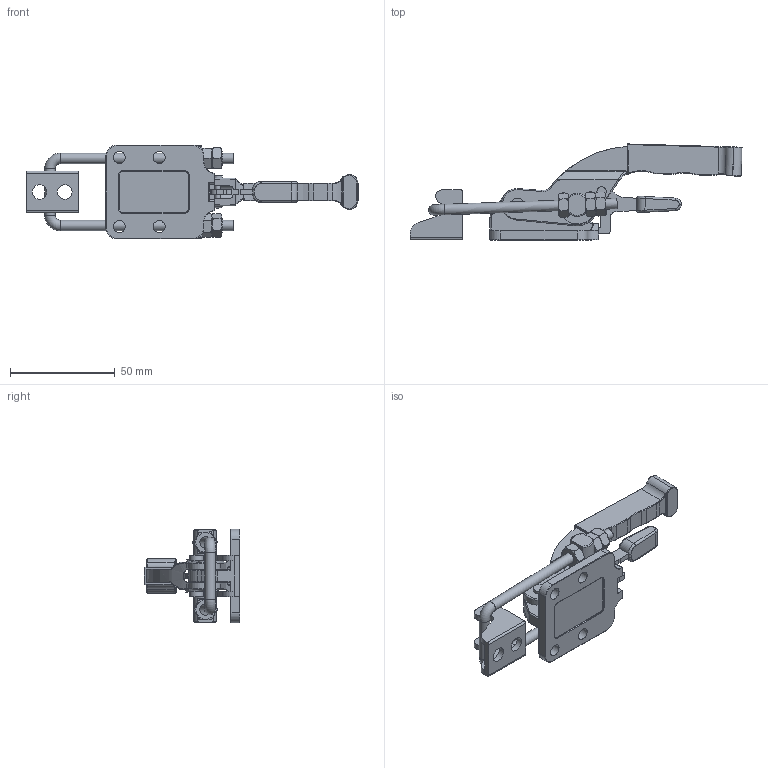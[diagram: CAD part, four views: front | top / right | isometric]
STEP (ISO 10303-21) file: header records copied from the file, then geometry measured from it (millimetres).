
FILE_DESCRIPTION(/* description */ (''),/* implementation_level */ '2;1');
FILE_NAME(/* name */ 'C-032-41FSK_2.stp',/* time_stamp */ '2024-08-07T15:47:37+09:00',/* author */ ('user'),/* organization */ (''),/* preprocessor_version */ 'ST-DEVELOPER v15.6',/* originating_system */ 'Autodesk Inventor 2015',/* authorisation */ '');
FILE_SCHEMA (('AUTOMOTIVE_DESIGN { 1 0 10303 214 3 1 1 }'));
Length unit declared in the file: millimetre
Products named in the file (11): 밑판; PIN; PIN1; PIN2; 락; 손잡이; ERING; 고리; NUT; 브라켓; C-032-41FSK_2
Bounding box: 158.42 x 45.8 x 44.6 mm (x, y, z)
Volume: 41937.8 mm3; surface area: 27294 mm2
Topology: 16 solids, 16 shells, 539 faces, 1264 edges, 764 vertices
Faces by surface type: cylinder 203, plane 170, torus 84, bspline 71, sphere 11
Full cylindrical faces by diameter (mm): 2.6 x4, 4 x4, 4.5 x1, 5 x3, 5.5 x6, 5.7 x4, 6 x3, 7 x2, 9 x2, 11 x5
Entity records: 21046 total; most frequent: CARTESIAN_POINT 9980, DIRECTION 2333, ORIENTED_EDGE 2156, EDGE_CURVE 1078, AXIS2_PLACEMENT_3D 959, VERTEX_POINT 664, EDGE_LOOP 548, CIRCLE 492
